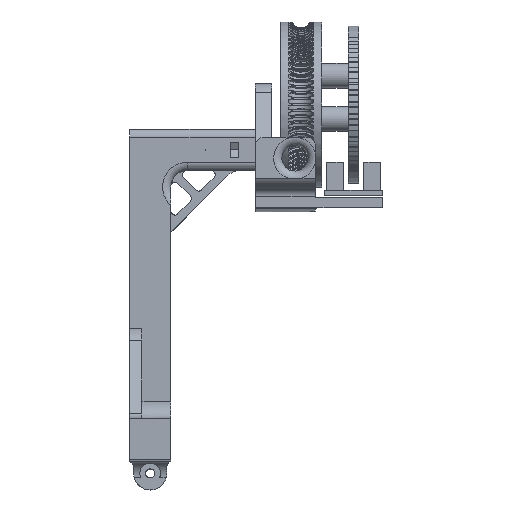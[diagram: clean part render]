
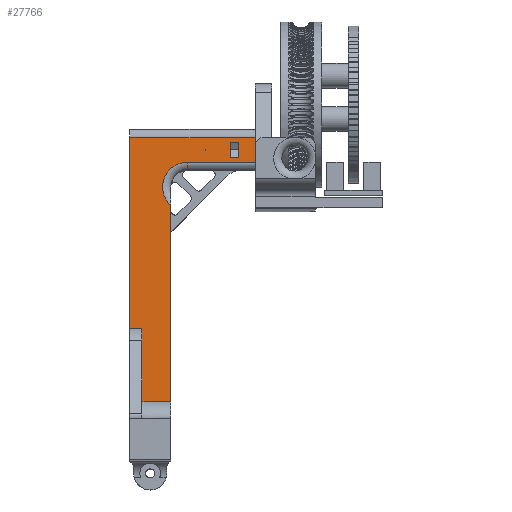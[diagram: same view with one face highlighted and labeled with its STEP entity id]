
A CAD part, top view. The second image highlights one B-rep face of the part: STEP entity #27766.
In plain terms, the highlighted planar face has unit normal (0, 0, 1).
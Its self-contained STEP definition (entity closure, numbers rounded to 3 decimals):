
#763=FACE_BOUND('',#7043,.T.);
#969=PLANE('',#29556);
#1546=LINE('',#40902,#3489);
#1548=LINE('',#40911,#3491);
#1779=LINE('',#41806,#3722);
#1786=LINE('',#41824,#3729);
#1787=LINE('',#41828,#3730);
#1817=LINE('',#41923,#3760);
#1818=LINE('',#41926,#3761);
#1822=LINE('',#41944,#3765);
#1823=LINE('',#41945,#3766);
#1824=LINE('',#41947,#3767);
#1825=LINE('',#41949,#3768);
#1826=LINE('',#41952,#3769);
#1827=LINE('',#41955,#3770);
#1828=LINE('',#41957,#3771);
#1829=LINE('',#41959,#3772);
#1830=LINE('',#41960,#3773);
#3489=VECTOR('',#32516,10.);
#3491=VECTOR('',#32522,10.);
#3722=VECTOR('',#33187,10.);
#3729=VECTOR('',#33206,10.);
#3730=VECTOR('',#33213,10.);
#3760=VECTOR('',#33321,10.);
#3761=VECTOR('',#33324,10.);
#3765=VECTOR('',#33340,10.);
#3766=VECTOR('',#33341,10.);
#3767=VECTOR('',#33342,10.);
#3768=VECTOR('',#33343,10.);
#3769=VECTOR('',#33346,10.);
#3770=VECTOR('',#33347,10.);
#3771=VECTOR('',#33348,10.);
#3772=VECTOR('',#33349,10.);
#3773=VECTOR('',#33350,10.);
#5484=FACE_OUTER_BOUND('',#7042,.T.);
#7042=EDGE_LOOP('',(#19055,#19056,#19057,#19058,#19059,#19060,#19061,#19062,
#19063,#19064,#19065,#19066,#19067));
#7043=EDGE_LOOP('',(#19068,#19069,#19070,#19071));
#9695=CIRCLE('',#29557,6.);
#10999=VERTEX_POINT('',#40868);
#11015=VERTEX_POINT('',#40900);
#11019=VERTEX_POINT('',#40908);
#11020=VERTEX_POINT('',#40910);
#11402=VERTEX_POINT('',#41803);
#11403=VERTEX_POINT('',#41805);
#11408=VERTEX_POINT('',#41823);
#11433=VERTEX_POINT('',#41919);
#11435=VERTEX_POINT('',#41925);
#11443=VERTEX_POINT('',#41943);
#11444=VERTEX_POINT('',#41946);
#11445=VERTEX_POINT('',#41948);
#11446=VERTEX_POINT('',#41950);
#11447=VERTEX_POINT('',#41953);
#11448=VERTEX_POINT('',#41954);
#11449=VERTEX_POINT('',#41956);
#11450=VERTEX_POINT('',#41958);
#13975=EDGE_CURVE('',#11015,#10999,#1546,.T.);
#13979=EDGE_CURVE('',#11019,#11020,#1548,.T.);
#14399=EDGE_CURVE('',#11403,#11402,#1779,.T.);
#14408=EDGE_CURVE('',#11020,#11408,#1786,.T.);
#14411=EDGE_CURVE('',#11019,#11403,#1787,.T.);
#14459=EDGE_CURVE('',#10999,#11433,#1817,.T.);
#14460=EDGE_CURVE('',#11433,#11435,#1818,.T.);
#14469=EDGE_CURVE('',#11443,#11015,#1822,.T.);
#14470=EDGE_CURVE('',#11443,#11408,#1823,.T.);
#14471=EDGE_CURVE('',#11444,#11402,#1824,.T.);
#14472=EDGE_CURVE('',#11445,#11444,#1825,.T.);
#14473=EDGE_CURVE('',#11446,#11445,#9695,.T.);
#14474=EDGE_CURVE('',#11435,#11446,#1826,.T.);
#14475=EDGE_CURVE('',#11447,#11448,#1827,.T.);
#14476=EDGE_CURVE('',#11448,#11449,#1828,.T.);
#14477=EDGE_CURVE('',#11449,#11450,#1829,.T.);
#14478=EDGE_CURVE('',#11450,#11447,#1830,.T.);
#19055=ORIENTED_EDGE('',*,*,#14459,.F.);
#19056=ORIENTED_EDGE('',*,*,#13975,.F.);
#19057=ORIENTED_EDGE('',*,*,#14469,.F.);
#19058=ORIENTED_EDGE('',*,*,#14470,.T.);
#19059=ORIENTED_EDGE('',*,*,#14408,.F.);
#19060=ORIENTED_EDGE('',*,*,#13979,.F.);
#19061=ORIENTED_EDGE('',*,*,#14411,.T.);
#19062=ORIENTED_EDGE('',*,*,#14399,.T.);
#19063=ORIENTED_EDGE('',*,*,#14471,.F.);
#19064=ORIENTED_EDGE('',*,*,#14472,.F.);
#19065=ORIENTED_EDGE('',*,*,#14473,.F.);
#19066=ORIENTED_EDGE('',*,*,#14474,.F.);
#19067=ORIENTED_EDGE('',*,*,#14460,.F.);
#19068=ORIENTED_EDGE('',*,*,#14475,.T.);
#19069=ORIENTED_EDGE('',*,*,#14476,.T.);
#19070=ORIENTED_EDGE('',*,*,#14477,.T.);
#19071=ORIENTED_EDGE('',*,*,#14478,.T.);
#27766=ADVANCED_FACE('',(#5484,#763),#969,.F.);
#29556=AXIS2_PLACEMENT_3D('',#41942,#33338,#33339);
#29557=AXIS2_PLACEMENT_3D('',#41951,#33344,#33345);
#32516=DIRECTION('',(0.,1.,0.));
#32522=DIRECTION('',(0.,1.,0.));
#33187=DIRECTION('',(0.,1.,0.));
#33206=DIRECTION('',(1.,0.,0.));
#33213=DIRECTION('',(1.,0.,0.));
#33321=DIRECTION('',(1.,0.,0.));
#33324=DIRECTION('',(0.,-1.,0.));
#33338=DIRECTION('center_axis',(0.,0.,-1.));
#33339=DIRECTION('ref_axis',(0.,-1.,0.));
#33340=DIRECTION('',(-1.,0.,0.));
#33341=DIRECTION('',(0.,-1.,0.));
#33342=DIRECTION('',(-1.,0.,0.));
#33343=DIRECTION('',(0.,-1.,0.));
#33344=DIRECTION('center_axis',(0.,0.,1.));
#33345=DIRECTION('ref_axis',(-0.707,0.707,0.));
#33346=DIRECTION('',(-1.,0.,0.));
#33347=DIRECTION('',(-1.,0.,0.));
#33348=DIRECTION('',(0.,1.,0.));
#33349=DIRECTION('',(1.,0.,0.));
#33350=DIRECTION('',(0.,-1.,0.));
#40868=CARTESIAN_POINT('',(-40.,18.,5.));
#40900=CARTESIAN_POINT('',(-40.,-28.343,5.));
#40902=CARTESIAN_POINT('',(-40.,-15.,5.));
#40908=CARTESIAN_POINT('',(-40.,-46.172,5.));
#40910=CARTESIAN_POINT('',(-40.,-35.243,5.));
#40911=CARTESIAN_POINT('',(-40.,-48.086,5.));
#41803=CARTESIAN_POINT('',(-37.,-46.,5.));
#41805=CARTESIAN_POINT('',(-37.,-46.172,5.));
#41806=CARTESIAN_POINT('',(-37.,-46.172,5.));
#41823=CARTESIAN_POINT('',(-37.,-35.243,5.));
#41824=CARTESIAN_POINT('',(-40.,-35.243,5.));
#41828=CARTESIAN_POINT('',(-40.,-46.172,5.));
#41919=CARTESIAN_POINT('',(-9.5,18.,5.));
#41923=CARTESIAN_POINT('',(-30.,18.,5.));
#41925=CARTESIAN_POINT('',(-9.5,12.,5.));
#41926=CARTESIAN_POINT('',(-9.5,10.,5.));
#41942=CARTESIAN_POINT('Origin',(-30.,20.,5.));
#41943=CARTESIAN_POINT('',(-37.,-28.343,5.));
#41944=CARTESIAN_POINT('',(-35.,-28.343,5.));
#41945=CARTESIAN_POINT('',(-37.,0.,5.));
#41946=CARTESIAN_POINT('',(-30.,-46.,5.));
#41947=CARTESIAN_POINT('',(-30.,-46.,5.));
#41948=CARTESIAN_POINT('',(-30.,1.528,5.));
#41949=CARTESIAN_POINT('',(-30.,-15.,5.));
#41950=CARTESIAN_POINT('',(-26.,12.,5.));
#41951=CARTESIAN_POINT('Origin',(-26.,6.,5.));
#41952=CARTESIAN_POINT('',(-30.,12.,5.));
#41953=CARTESIAN_POINT('',(-13.5,13.181,5.));
#41954=CARTESIAN_POINT('',(-15.5,13.181,5.));
#41955=CARTESIAN_POINT('',(-21.75,13.181,5.));
#41956=CARTESIAN_POINT('',(-15.5,16.819,5.));
#41957=CARTESIAN_POINT('',(-15.5,17.5,5.));
#41958=CARTESIAN_POINT('',(-13.5,16.819,5.));
#41959=CARTESIAN_POINT('',(-21.75,16.819,5.));
#41960=CARTESIAN_POINT('',(-13.5,17.5,5.));
